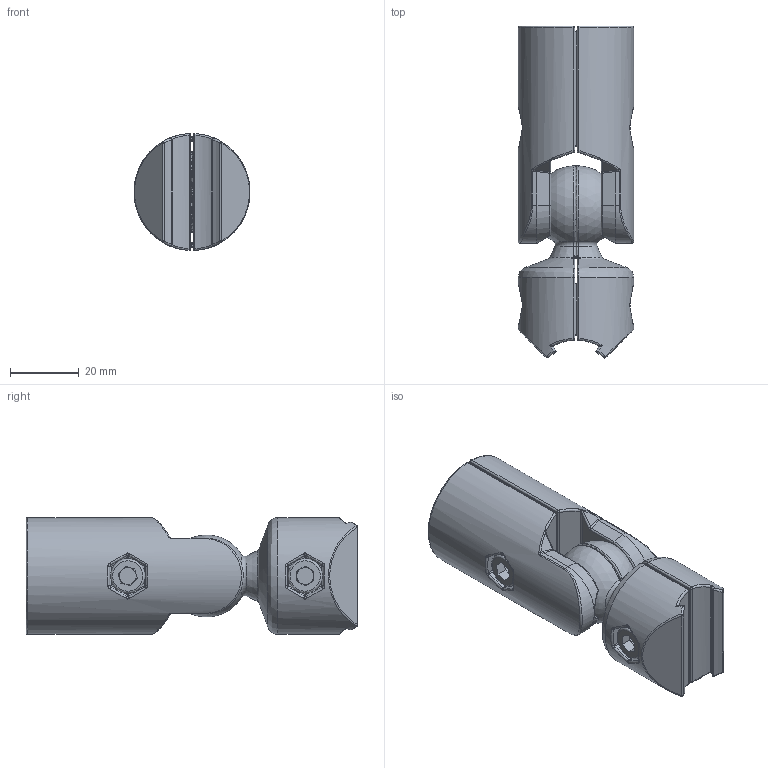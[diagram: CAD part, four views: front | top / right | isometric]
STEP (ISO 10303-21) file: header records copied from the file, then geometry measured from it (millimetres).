
FILE_DESCRIPTION(/* description */ (''),/* implementation_level */ '2;1');
FILE_NAME(/* name */ '350007.stp',/* time_stamp */ '2019-04-13T11:51:16+02:00',/* author */ ('Spacek'),/* organization */ ('Alutec K&K'),/* preprocessor_version */ 'ST-DEVELOPER v17',/* originating_system */ 'Autodesk Inventor 2018',/* authorisation */ '');
FILE_SCHEMA (('AUTOMOTIVE_DESIGN { 1 0 10303 214 3 1 1 }'));
Length unit declared in the file: millimetre
Products named in the file (5): 350007; 106019 - 4DIN912M0625M_DIN 912 M6 x 25 --- 25N; 4iso10511m06m_4iso10511m06m; 099rv28kr02; 099rv28kr01
Assembly tree (8 placements, depth 2):
  350007
    099rv28kr01  x2
    106019 - 4DIN912M0625M_DIN 912 M6 x 25 --- 25N  x2
    4iso10511m06m_4iso10511m06m  x2
    099rv28kr02  x2
Bounding box: 33.65 x 96.31 x 33.94 mm (x, y, z)
Volume: 46528.4 mm3; surface area: 29241.4 mm2
Topology: 8 solids, 8 shells, 1694 faces, 3998 edges, 2256 vertices
Faces by surface type: cylinder 484, bspline 414, torus 262, plane 244, cone 150, sphere 140
Full cylindrical faces by diameter (mm): 5 x10, 6 x4, 6.2 x4, 7.143 x2, 10 x4
Entity records: 36252 total; most frequent: CARTESIAN_POINT 17645, DIRECTION 4005, ORIENTED_EDGE 3890, EDGE_CURVE 1945, AXIS2_PLACEMENT_3D 1748, VERTEX_POINT 1128, CIRCLE 987, EDGE_LOOP 875
